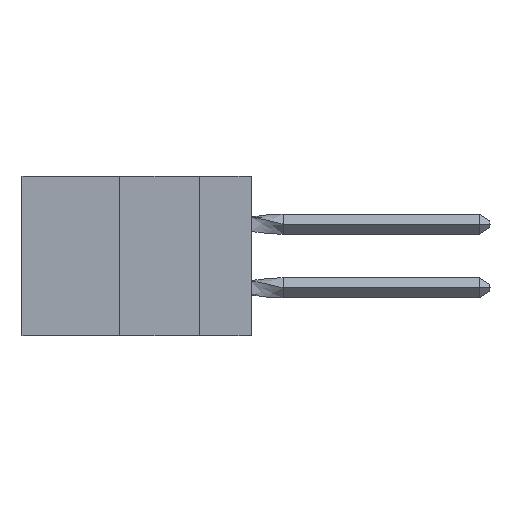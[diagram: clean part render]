
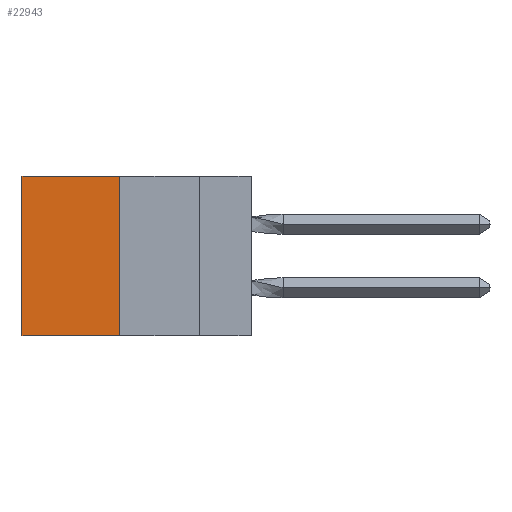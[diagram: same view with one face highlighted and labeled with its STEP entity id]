
A CAD part, left-side view. The second image highlights one B-rep face of the part: STEP entity #22943.
In plain terms, the highlighted planar face has unit normal (-1, 0, 0).
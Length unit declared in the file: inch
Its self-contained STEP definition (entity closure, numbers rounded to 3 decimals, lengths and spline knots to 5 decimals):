
#71 = DIRECTION ( 'NONE',  ( 1., 0., 0. ) ) ;
#189 = PLANE ( 'NONE',  #29453 ) ;
#388 = FACE_OUTER_BOUND ( 'NONE', #22408, .T. ) ;
#827 = CARTESIAN_POINT ( 'NONE',  ( 0.305, 0.72, -0.5 ) ) ;
#1111 = LINE ( 'NONE', #30725, #30640 ) ;
#2244 = DIRECTION ( 'NONE',  ( 0., 1., 0. ) ) ;
#3930 = CARTESIAN_POINT ( 'NONE',  ( 0.305, 0.413, 0. ) ) ;
#4211 = EDGE_CURVE ( 'NONE', #22530, #29407, #29682, .T. ) ;
#4975 = LINE ( 'NONE', #7256, #22436 ) ;
#6875 = ORIENTED_EDGE ( 'NONE', *, *, #4211, .T. ) ;
#7256 = CARTESIAN_POINT ( 'NONE',  ( 0.305, 0.413, 0. ) ) ;
#7562 = VERTEX_POINT ( 'NONE', #3930 ) ;
#13042 = ORIENTED_EDGE ( 'NONE', *, *, #21021, .T. ) ;
#13703 = DIRECTION ( 'NONE',  ( 0., 1., 0. ) ) ;
#15440 = ORIENTED_EDGE ( 'NONE', *, *, #17585, .F. ) ;
#16059 = CARTESIAN_POINT ( 'NONE',  ( 0.305, 0.72, -0.5 ) ) ;
#17494 = CARTESIAN_POINT ( 'NONE',  ( 0.305, 0.413, -0.5 ) ) ;
#17585 = EDGE_CURVE ( 'NONE', #19710, #29407, #1111, .T. ) ;
#17605 = DIRECTION ( 'NONE',  ( 0., 0., -1. ) ) ;
#17652 = CARTESIAN_POINT ( 'NONE',  ( 0.305, 0.413, -0.5 ) ) ;
#19710 = VERTEX_POINT ( 'NONE', #17652 ) ;
#20790 = CARTESIAN_POINT ( 'NONE',  ( 0.305, 0.413, -0.5 ) ) ;
#21021 = EDGE_CURVE ( 'NONE', #7562, #22530, #4975, .T. ) ;
#22038 = VECTOR ( 'NONE', #23601, 39.37008 ) ;
#22408 = EDGE_LOOP ( 'NONE', ( #6875, #15440, #22630, #13042 ) ) ;
#22436 = VECTOR ( 'NONE', #2244, 39.37008 ) ;
#22530 = VERTEX_POINT ( 'NONE', #28333 ) ;
#22630 = ORIENTED_EDGE ( 'NONE', *, *, #25189, .F. ) ;
#22943 = ADVANCED_FACE ( 'NONE', ( #388 ), #189, .F. ) ;
#23601 = DIRECTION ( 'NONE',  ( 0., 0., -1. ) ) ;
#25189 = EDGE_CURVE ( 'NONE', #7562, #19710, #29403, .T. ) ;
#25777 = VECTOR ( 'NONE', #26237, 39.37008 ) ;
#26237 = DIRECTION ( 'NONE',  ( 0., 0., -1. ) ) ;
#28333 = CARTESIAN_POINT ( 'NONE',  ( 0.305, 0.72, 0. ) ) ;
#29403 = LINE ( 'NONE', #20790, #22038 ) ;
#29407 = VERTEX_POINT ( 'NONE', #827 ) ;
#29453 = AXIS2_PLACEMENT_3D ( 'NONE', #17494, #71, #17605 ) ;
#29682 = LINE ( 'NONE', #16059, #25777 ) ;
#30640 = VECTOR ( 'NONE', #13703, 39.37008 ) ;
#30725 = CARTESIAN_POINT ( 'NONE',  ( 0.305, 0.413, -0.5 ) ) ;
